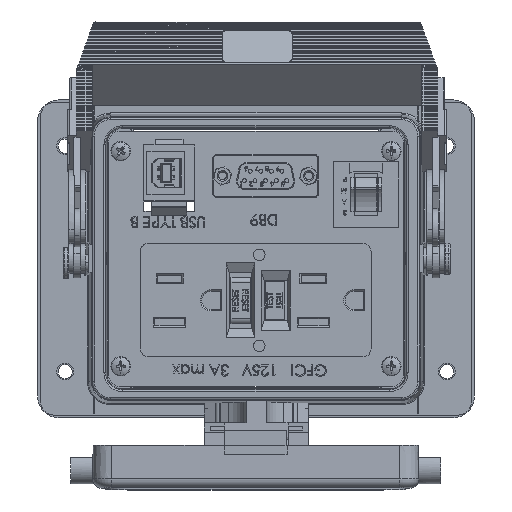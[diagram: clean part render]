
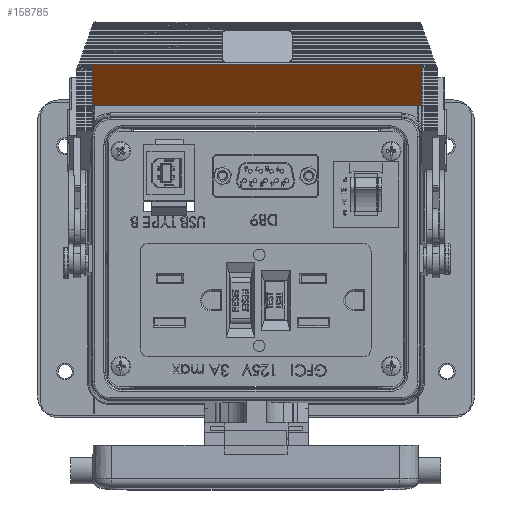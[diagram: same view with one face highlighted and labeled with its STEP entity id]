
A CAD part, top view. The second image highlights one B-rep face of the part: STEP entity #158785.
In plain terms, the highlighted planar face has unit normal (0, -0.695, 0.719).
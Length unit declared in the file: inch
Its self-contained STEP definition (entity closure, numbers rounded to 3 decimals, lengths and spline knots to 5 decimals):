
#4603 = CARTESIAN_POINT ( 'NONE',  ( 1.883, 2.19923, 0.80925 ) ) ;
#10362 = EDGE_CURVE ( 'NONE', #191018, #197385, #189145, .T. ) ;
#10705 = ORIENTED_EDGE ( 'NONE', *, *, #151948, .F. ) ;
#12794 = VECTOR ( 'NONE', #80287, 39.37008 ) ;
#13361 = PLANE ( 'NONE',  #205190 ) ;
#14039 = VERTEX_POINT ( 'NONE', #4603 ) ;
#17911 = LINE ( 'NONE', #47700, #12794 ) ;
#35884 = EDGE_LOOP ( 'NONE', ( #10705, #141700, #199216, #129516 ) ) ;
#46217 = DIRECTION ( 'NONE',  ( -1., 0., 0. ) ) ;
#47700 = CARTESIAN_POINT ( 'NONE',  ( 1.883, 1.73484, 0.3608 ) ) ;
#49934 = DIRECTION ( 'NONE',  ( 0., -0.719, -0.695 ) ) ;
#61092 = CARTESIAN_POINT ( 'NONE',  ( 1.883, 2.19923, 0.80925 ) ) ;
#62063 = DIRECTION ( 'NONE',  ( 0., -0.719, -0.695 ) ) ;
#67610 = FACE_OUTER_BOUND ( 'NONE', #35884, .T. ) ;
#69633 = CARTESIAN_POINT ( 'NONE',  ( -1.857, 1.73484, 0.3608 ) ) ;
#80287 = DIRECTION ( 'NONE',  ( 1., 0., 0. ) ) ;
#83613 = DIRECTION ( 'NONE',  ( 0., 0.695, -0.719 ) ) ;
#94915 = DIRECTION ( 'NONE',  ( 0., 0.719, 0.695 ) ) ;
#97302 = VECTOR ( 'NONE', #49934, 39.37008 ) ;
#102350 = LINE ( 'NONE', #180126, #97302 ) ;
#102535 = CARTESIAN_POINT ( 'NONE',  ( 1.883, 1.73484, 0.3608 ) ) ;
#108903 = CARTESIAN_POINT ( 'NONE',  ( -1.857, 2.19923, 0.80925 ) ) ;
#115657 = VECTOR ( 'NONE', #62063, 39.37008 ) ;
#118552 = EDGE_CURVE ( 'NONE', #197385, #164805, #17911, .T. ) ;
#129516 = ORIENTED_EDGE ( 'NONE', *, *, #118552, .T. ) ;
#131927 = LINE ( 'NONE', #61092, #137001 ) ;
#137001 = VECTOR ( 'NONE', #46217, 39.37008 ) ;
#140105 = EDGE_CURVE ( 'NONE', #14039, #191018, #131927, .T. ) ;
#141700 = ORIENTED_EDGE ( 'NONE', *, *, #140105, .T. ) ;
#142810 = CARTESIAN_POINT ( 'NONE',  ( -1.857, 2.34628, 0.95126 ) ) ;
#151948 = EDGE_CURVE ( 'NONE', #14039, #164805, #102350, .T. ) ;
#158678 = CARTESIAN_POINT ( 'NONE',  ( 1.883, 2.34628, 0.95126 ) ) ;
#158785 = ADVANCED_FACE ( 'NONE', ( #67610 ), #13361, .F. ) ;
#164805 = VERTEX_POINT ( 'NONE', #102535 ) ;
#180126 = CARTESIAN_POINT ( 'NONE',  ( 1.883, 2.34628, 0.95126 ) ) ;
#189145 = LINE ( 'NONE', #142810, #115657 ) ;
#191018 = VERTEX_POINT ( 'NONE', #108903 ) ;
#197385 = VERTEX_POINT ( 'NONE', #69633 ) ;
#199216 = ORIENTED_EDGE ( 'NONE', *, *, #10362, .T. ) ;
#205190 = AXIS2_PLACEMENT_3D ( 'NONE', #158678, #83613, #94915 ) ;
